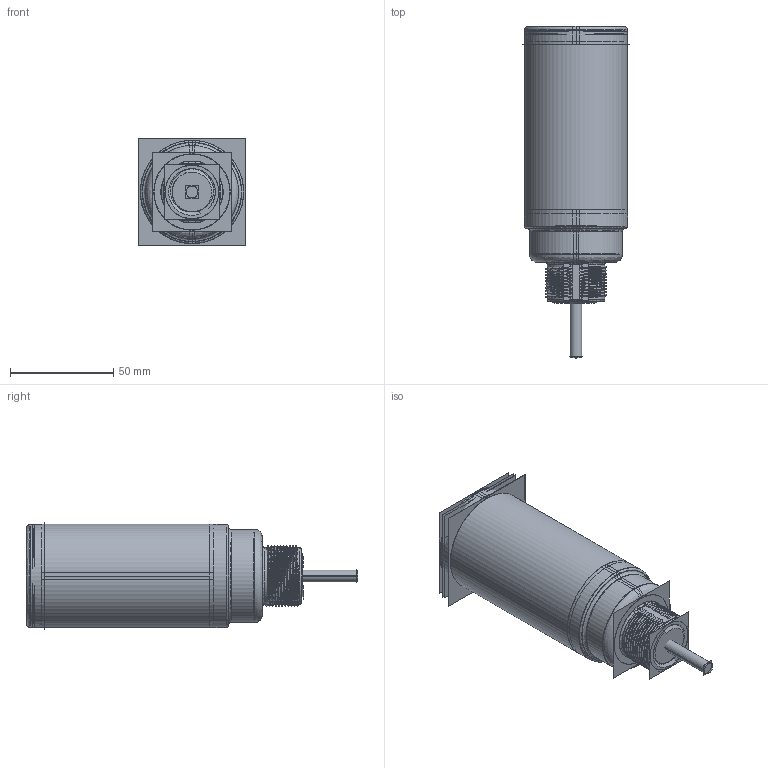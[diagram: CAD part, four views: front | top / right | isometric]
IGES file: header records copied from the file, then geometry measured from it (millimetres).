
Start section:  PTC IGES file: 146180_sm01.igs
Global section: file name: 146180_sm01.igs; native system: Creo Parametric by PTC Inc.; preprocessor: 2022414; author: banengservice; organization: Unknown; date: 20250716.162627; units: millimetre
Bounding box: 52 x 160.47 x 52.01 mm (x, y, z)
Volume: 226330.3 mm3; surface area: 135275.2 mm2
Topology: 2 solids, 2 shells, 444 faces, 2344 edges, 2947 vertices
Faces by surface type: bspline 252, revolution 192
